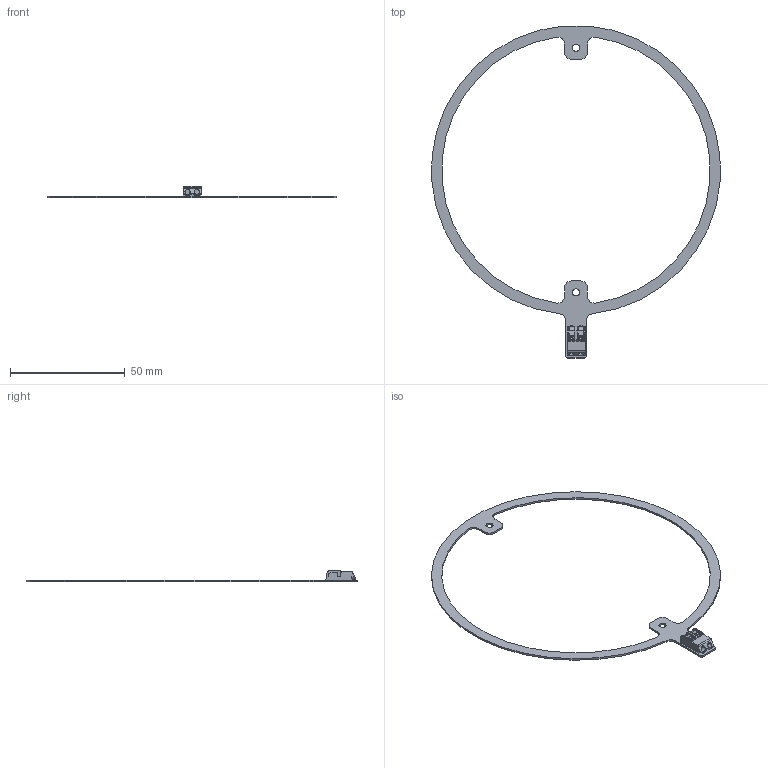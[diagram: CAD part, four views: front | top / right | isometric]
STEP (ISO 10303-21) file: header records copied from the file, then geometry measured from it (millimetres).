
FILE_DESCRIPTION(('KiCad electronic assembly'),'2;1');
FILE_NAME('LF_Antenna_v3.step','2022-01-02T11:29:22',('An Author'),( 'A Company'),'Open CASCADE STEP processor 6.9', 'KiCad to STEP converter','Unknown');
FILE_SCHEMA(('AUTOMOTIVE_DESIGN { 1 0 10303 214 1 1 1 1 }'));
Length unit declared in the file: millimetre
Products named in the file (4): Open CASCADE STEP translator 6.9 1; 2060; SOLID; COMPOUND
Assembly tree (3 placements, depth 3):
  Open CASCADE STEP translator 6.9 1
    2060
      SOLID
    COMPOUND
Bounding box: 125.67 x 144.6 x 5.2 mm (x, y, z)
Volume: 1958.6 mm3; surface area: 5410 mm2
Topology: 2 solids, 2 shells, 211 faces, 605 edges, 402 vertices
Faces by surface type: plane 140, cylinder 69, sphere 2
Full cylindrical faces by diameter (mm): 2.25 x2, 3.1 x2
Entity records: 17325 total; most frequent: CARTESIAN_POINT 3793, DIRECTION 2322, LINE 1436, VECTOR 1436, ORIENTED_EDGE 1206, PCURVE 1206, DEFINITIONAL_REPRESENTATION 1206, EDGE_CURVE 603
